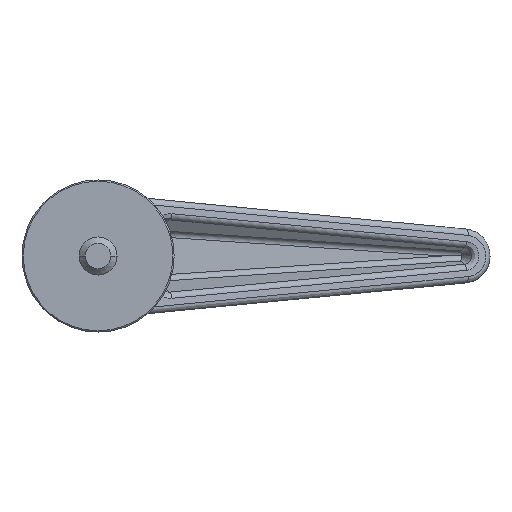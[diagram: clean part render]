
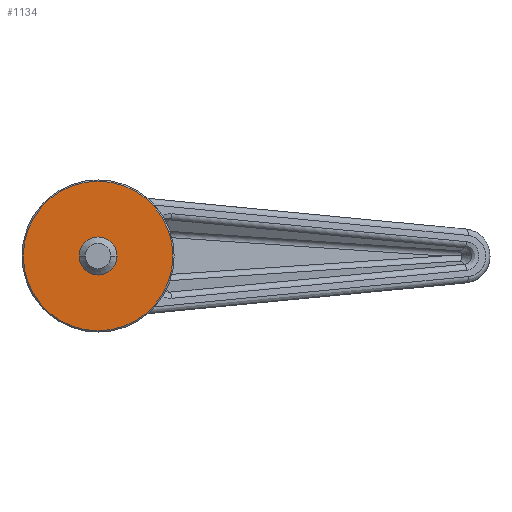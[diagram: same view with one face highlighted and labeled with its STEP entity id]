
A CAD part, front view. The second image highlights one B-rep face of the part: STEP entity #1134.
In plain terms, the highlighted planar face has unit normal (0, -1, 0).
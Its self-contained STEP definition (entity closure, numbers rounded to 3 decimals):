
#570=EDGE_CURVE('NONE',#878,#1008,#1401,.T.);
#698=VERTEX_POINT('NONE',#1546);
#878=VERTEX_POINT('NONE',#1748);
#902=EDGE_CURVE('NONE',#698,#912,#1775,.T.);
#912=VERTEX_POINT('NONE',#1786);
#1008=VERTEX_POINT('NONE',#1892);
#1060=EDGE_CURVE('NONE',#912,#698,#1953,.T.);
#1098=EDGE_CURVE('NONE',#1008,#878,#1995,.T.);
#1134=ADVANCED_FACE('NONE',(#2034,#2035),#2036,.F.);
#1401=CIRCLE('',#2909,3.0);
#1546=CARTESIAN_POINT('',(0.0,0.,11.8));
#1748=CARTESIAN_POINT('',(0.0,0.0,3.0));
#1775=CIRCLE('',#5429,11.8);
#1786=CARTESIAN_POINT('',(0.,0.,-11.8));
#1892=CARTESIAN_POINT('',(0.,0.0,-3.0));
#1953=CIRCLE('',#6400,11.8);
#1995=CIRCLE('',#7362,3.0);
#2034=FACE_OUTER_BOUND('',#7542,.T.);
#2035=FACE_BOUND('',#7543,.T.);
#2036=PLANE('',#7544);
#2909=AXIS2_PLACEMENT_3D('',#8142,#8143,#8144);
#5429=AXIS2_PLACEMENT_3D('',#8543,#8544,#8545);
#6400=AXIS2_PLACEMENT_3D('',#8710,#8711,#8712);
#7362=AXIS2_PLACEMENT_3D('',#8757,#8758,#8759);
#7542=EDGE_LOOP('',(#8792,#8793));
#7543=EDGE_LOOP('',(#8794,#8795));
#7544=AXIS2_PLACEMENT_3D('',#8796,#8797,#8798);
#8142=CARTESIAN_POINT('',(0.0,0.0,0.0));
#8143=DIRECTION('',(0.0,-1.0,0.0));
#8144=DIRECTION('',(0.0,0.0,1.0));
#8543=CARTESIAN_POINT('',(0.0,0.,0.0));
#8544=DIRECTION('',(0.0,1.0,0.0));
#8545=DIRECTION('',(0.0,0.0,1.0));
#8710=CARTESIAN_POINT('',(0.0,0.,0.0));
#8711=DIRECTION('',(0.0,1.0,0.0));
#8712=DIRECTION('',(0.0,0.0,1.0));
#8757=CARTESIAN_POINT('',(0.0,0.0,0.0));
#8758=DIRECTION('',(0.0,-1.0,0.0));
#8759=DIRECTION('',(0.0,0.0,1.0));
#8792=ORIENTED_EDGE('',*,*,#902,.F.);
#8793=ORIENTED_EDGE('',*,*,#1060,.F.);
#8794=ORIENTED_EDGE('',*,*,#570,.F.);
#8795=ORIENTED_EDGE('',*,*,#1098,.F.);
#8796=CARTESIAN_POINT('',(-3.7,0.0,0.0));
#8797=DIRECTION('',(0.0,1.0,0.0));
#8798=DIRECTION('',(1.0,0.0,-0.0));
